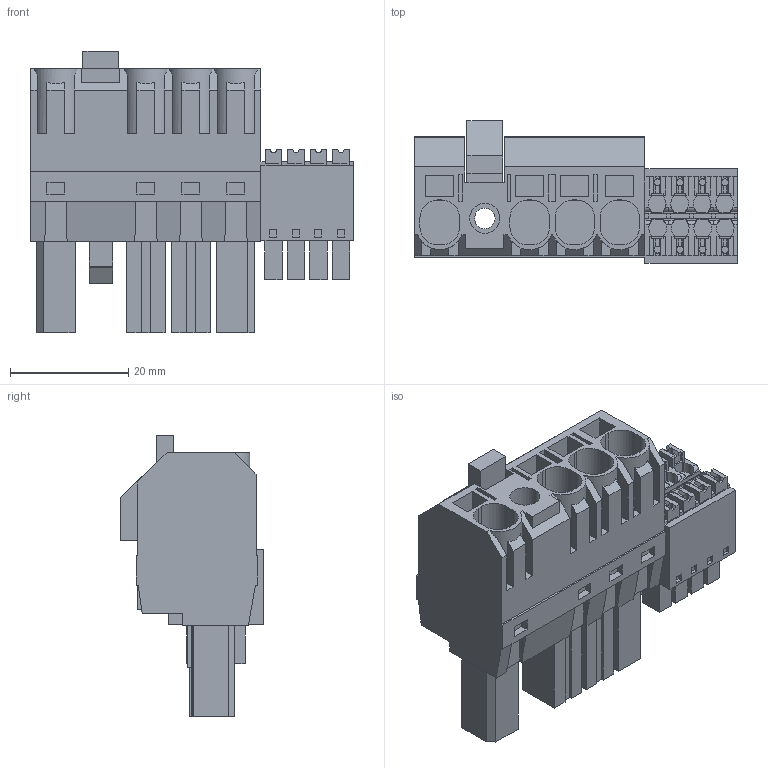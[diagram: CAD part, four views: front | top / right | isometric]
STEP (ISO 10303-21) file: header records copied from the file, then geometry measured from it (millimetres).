
FILE_DESCRIPTION(('CATIA V5 STEP Exchange','CAx-IF Rec.Pracs.--- Model Styling and Organization---1.4--- 2014-01-23'),'2;1');
FILE_NAME ('468216-4_0_2628350000_2628350000.stp','2023-09-07T12:54:18+00:00',('none'),('Weidmueller'),'CATIA Version 5-6 Release 2016 SP3 HF44','CATIA V5 STEP AP214','none');
FILE_SCHEMA(('AUTOMOTIVE_DESIGN { 1 0 10303 214 1 1 1 1 }'));
Length unit declared in the file: millimetre
Products named in the file (1): 2628350000
Bounding box: 54.65 x 24.13 x 47.7 mm (x, y, z)
Volume: 24862.4 mm3; surface area: 13427.2 mm2
Topology: 10 solids, 10 shells, 879 faces, 2453 edges, 1639 vertices
Faces by surface type: plane 785, cylinder 94
Entity records: 26457 total; most frequent: CARTESIAN_POINT 5258, ORIENTED_EDGE 4906, DIRECTION 3455, EDGE_CURVE 2453, VECTOR 2165, LINE 2165, VERTEX_POINT 1639, EDGE_LOOP 942
